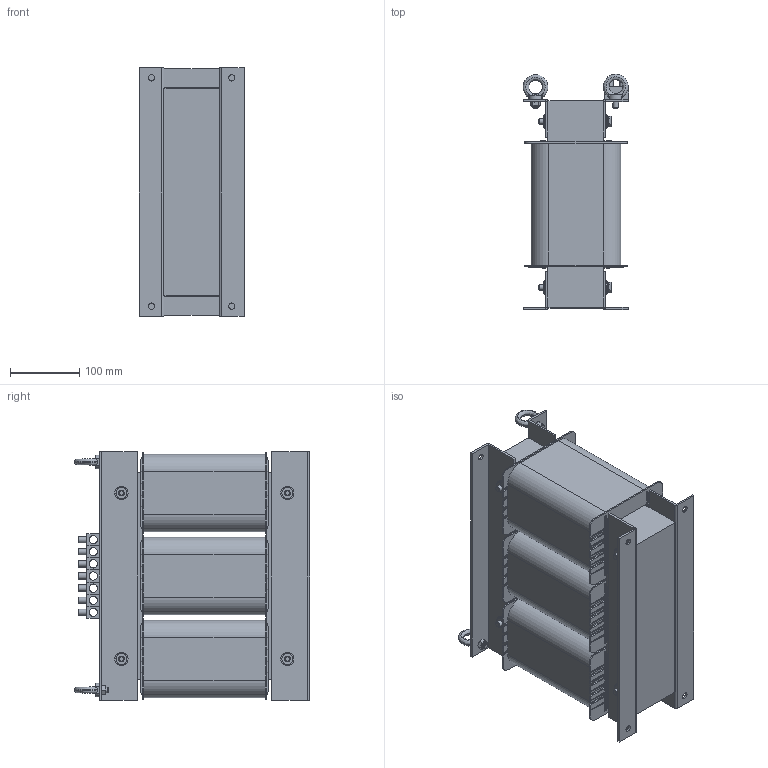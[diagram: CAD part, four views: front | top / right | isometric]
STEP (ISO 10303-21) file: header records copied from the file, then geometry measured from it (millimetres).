
FILE_DESCRIPTION(/* description */ (''),/* implementation_level */ '2;1');
FILE_NAME(/* name */ 'XMN02325960.stp',/* time_stamp */ '2023-03-28T11:36:40+02:00',/* author */ ('velazquez'),/* organization */ (''),/* preprocessor_version */ 'ST-DEVELOPER v19.2',/* originating_system */ 'Autodesk Inventor 2023',/* authorisation */ '');
FILE_SCHEMA (('AUTOMOTIVE_DESIGN { 1 0 10303 214 3 1 1 }'));
Length unit declared in the file: millimetre
Products named in the file (11): XMN02325960; UI 180 - 80 (300x300); UI 180_80_BOBINADO; RC60 NT060; centrador M8; DIN 125 - A 8,4; DIN 933 - M8  x 100; DIN 934 - M8; DIN 580 - M8; FICHA 25 7 ELEMENTOS; FICHA 25
Assembly tree (39 placements, depth 3):
  XMN02325960
    UI 180 - 80 (300x300)
    UI 180_80_BOBINADO  x3
    RC60 NT060  x4
    centrador M8  x8
    DIN 125 - A 8,4  x8
    DIN 933 - M8  x 100  x4
    DIN 580 - M8  x2
    DIN 934 - M8
    FICHA 25 7 ELEMENTOS
      FICHA 25  x7
Bounding box: 153 x 340 x 360 mm (x, y, z)
Volume: 10524952.5 mm3; surface area: 1465768.4 mm2
Topology: 38 solids, 47 shells, 1250 faces, 3029 edges, 1908 vertices
Faces by surface type: plane 918, cylinder 260, cone 42, torus 22, bspline 8
Full cylindrical faces by diameter (mm): 6.647 x1, 7 x2, 7.323 x4, 8 x14, 8.4 x8, 9 x22, 9.6 x8, 10.5 x8, 11 x4, 11.4 x4, 12 x7, 16 x8, 19 x8
Entity records: 12957 total; most frequent: CARTESIAN_POINT 2630, DIRECTION 2045, ORIENTED_EDGE 2004, EDGE_CURVE 1002, LINE 771, VECTOR 771, AXIS2_PLACEMENT_3D 637, VERTEX_POINT 631
